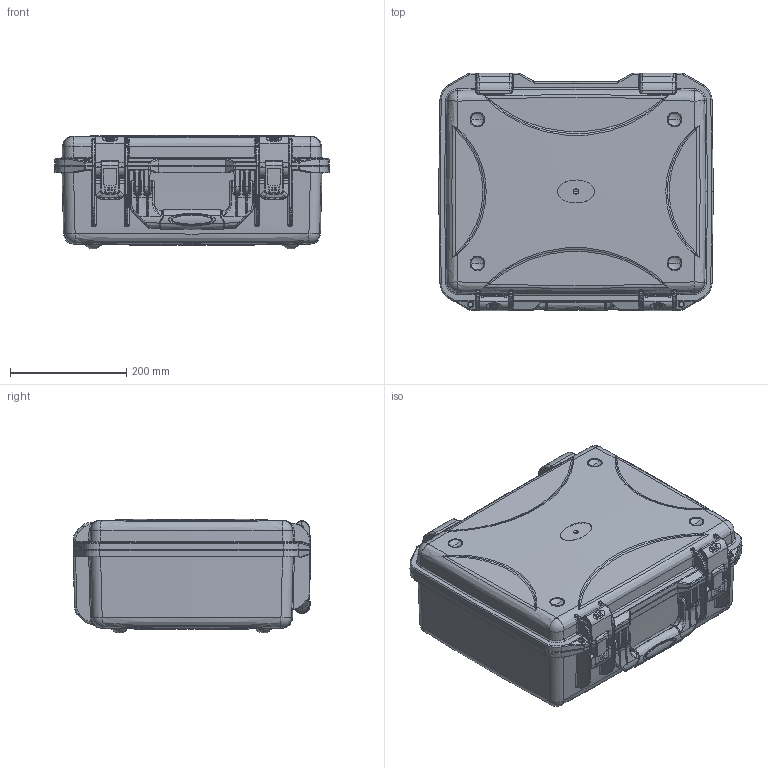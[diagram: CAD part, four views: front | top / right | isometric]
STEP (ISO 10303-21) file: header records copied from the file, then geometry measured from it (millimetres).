
FILE_DESCRIPTION (( 'STEP AP214' ), '1' );
FILE_NAME ('SIN-04640-19BK-8001neu.stp', '2023-05-16T13:59:18', ( 'admin' ), ( '' ), 'SwSTEP 2.0', 'SolidWorks 2022', '' );
FILE_SCHEMA (( 'AUTOMOTIVE_DESIGN' ));
Length unit declared in the file: millimetre
Products named in the file (12): CP_1LASUO-GAI_X_1__.stp; LASUO4GOU__.stp; CP_1LASUO-ZUO_X_1__.stp; ZXCAXCQAWS__.stp; SIN-04640-19BK-8001neu; CP_DASHOUBA__.stp; QWEDQWED___ASM.stp; LASUO4KOUXIALA__.stp; LASUO4TH__.stp; LASUO-X_ASM_1___ASM.stp; QWDQWDASD__.stp; LASUO4___ASM.stp
Assembly tree (12 placements, depth 4):
  SIN-04640-19BK-8001neu
    QWEDQWED___ASM.stp
      QWDQWDASD__.stp
      ZXCAXCQAWS__.stp
    LASUO4___ASM.stp  x2
      LASUO-X_ASM_1___ASM.stp
        CP_1LASUO-GAI_X_1__.stp
        CP_1LASUO-ZUO_X_1__.stp
      LASUO4TH__.stp
      LASUO4GOU__.stp
      LASUO4KOUXIALA__.stp
    CP_DASHOUBA__.stp
Bounding box: 471.98 x 408.92 x 195.87 mm (x, y, z)
Volume: 978187.5 mm3; surface area: 1276443.1 mm2
Topology: 7 solids, 21 shells, 4020 faces, 10630 edges, 6522 vertices
Faces by surface type: cylinder 1358, bspline 1127, plane 707, torus 522, cone 178, sphere 128
Entity records: 224187 total; most frequent: CARTESIAN_POINT 163488, ORIENTED_EDGE 16587, EDGE_CURVE 8313, B_SPLINE_CURVE_WITH_KNOTS 6989, DIRECTION 6111, VERTEX_POINT 5195, EDGE_LOOP 3227, FACE_OUTER_BOUND 3164
